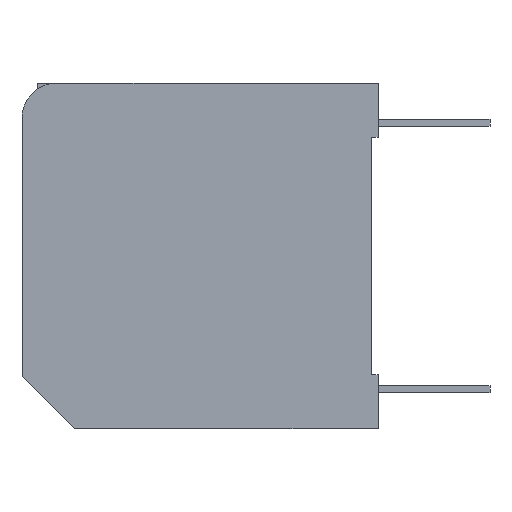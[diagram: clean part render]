
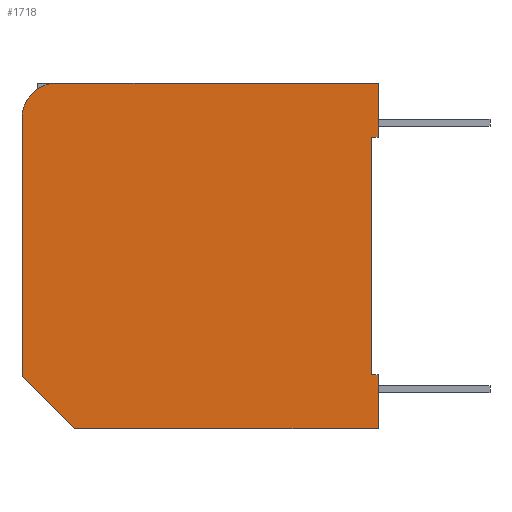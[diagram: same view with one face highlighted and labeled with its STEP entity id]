
A CAD part, left-side view. The second image highlights one B-rep face of the part: STEP entity #1718.
In plain terms, the highlighted planar face has unit normal (-1, 0, 0).
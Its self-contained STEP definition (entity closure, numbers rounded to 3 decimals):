
#26 = LINE ( 'NONE', #27, #28 ) ;
#27 = CARTESIAN_POINT ( 'NONE',  ( -2.05, 0.2, -4.95 ) ) ;
#28 = VECTOR ( 'NONE', #29, 1000. ) ;
#29 = DIRECTION ( 'NONE',  ( 0., 0., 1. ) ) ;
#53 = VERTEX_POINT ( 'NONE', #1331 ) ;
#384 = LINE ( 'NONE', #385, #386 ) ;
#385 = CARTESIAN_POINT ( 'NONE',  ( -2.05, 10.2, -4.95 ) ) ;
#386 = VECTOR ( 'NONE', #387, 1000. ) ;
#387 = DIRECTION ( 'NONE',  ( 0., 0., 1. ) ) ;
#519 = EDGE_CURVE ( 'NONE', #3122, #761, #1567, .T. ) ;
#591 = FACE_OUTER_BOUND ( 'NONE', #3177, .T. ) ;
#592 = PLANE ( 'NONE',  #593 ) ;
#593 = AXIS2_PLACEMENT_3D ( 'NONE', #594, #595, #597 ) ;
#594 = CARTESIAN_POINT ( 'NONE',  ( -2.05, 10.2, -4.95 ) ) ;
#595 = DIRECTION ( 'NONE',  ( 1., 0., 0. ) ) ;
#597 = DIRECTION ( 'NONE',  ( 0., 0., -1. ) ) ;
#738 = VERTEX_POINT ( 'NONE', #1653 ) ;
#761 = VERTEX_POINT ( 'NONE', #1664 ) ;
#807 = ORIENTED_EDGE ( 'NONE', *, *, #3190, .T. ) ;
#857 = VERTEX_POINT ( 'NONE', #2556 ) ;
#870 = ORIENTED_EDGE ( 'NONE', *, *, #880, .T. ) ;
#880 = EDGE_CURVE ( 'NONE', #3149, #3160, #2786, .T. ) ;
#966 = EDGE_CURVE ( 'NONE', #738, #53, #384, .T. ) ;
#992 = ORIENTED_EDGE ( 'NONE', *, *, #966, .F. ) ;
#1033 = ORIENTED_EDGE ( 'NONE', *, *, #2359, .F. ) ;
#1056 = EDGE_CURVE ( 'NONE', #3149, #857, #2371, .T. ) ;
#1059 = VERTEX_POINT ( 'NONE', #2413 ) ;
#1068 = ORIENTED_EDGE ( 'NONE', *, *, #3199, .T. ) ;
#1088 = ORIENTED_EDGE ( 'NONE', *, *, #1213, .T. ) ;
#1103 = ORIENTED_EDGE ( 'NONE', *, *, #3115, .T. ) ;
#1136 = ORIENTED_EDGE ( 'NONE', *, *, #1149, .T. ) ;
#1149 = EDGE_CURVE ( 'NONE', #761, #1059, #1541, .T. ) ;
#1213 = EDGE_CURVE ( 'NONE', #738, #1227, #2367, .T. ) ;
#1227 = VERTEX_POINT ( 'NONE', #2562 ) ;
#1240 = ORIENTED_EDGE ( 'NONE', *, *, #519, .T. ) ;
#1331 = CARTESIAN_POINT ( 'NONE',  ( -2.05, 10.2, 3.95 ) ) ;
#1427 = LINE ( 'NONE', #1428, #1429 ) ;
#1428 = CARTESIAN_POINT ( 'NONE',  ( -2.05, 10.2, -4.95 ) ) ;
#1429 = VECTOR ( 'NONE', #1430, 1000. ) ;
#1430 = DIRECTION ( 'NONE',  ( 0., -1., 0. ) ) ;
#1500 = CARTESIAN_POINT ( 'NONE',  ( -2.05, 0., -4.95 ) ) ;
#1541 = LINE ( 'NONE', #1542, #1543 ) ;
#1542 = CARTESIAN_POINT ( 'NONE',  ( -2.05, -1.673, -3.4 ) ) ;
#1543 = VECTOR ( 'NONE', #1544, 1000. ) ;
#1544 = DIRECTION ( 'NONE',  ( 0., 1., 0. ) ) ;
#1567 = LINE ( 'NONE', #1568, #1569 ) ;
#1568 = CARTESIAN_POINT ( 'NONE',  ( -2.05, 0., -4.95 ) ) ;
#1569 = VECTOR ( 'NONE', #1570, 1000. ) ;
#1570 = DIRECTION ( 'NONE',  ( 0., 0., 1. ) ) ;
#1653 = CARTESIAN_POINT ( 'NONE',  ( -2.05, 10.2, -3.45 ) ) ;
#1664 = CARTESIAN_POINT ( 'NONE',  ( -2.05, 0., -3.4 ) ) ;
#1718 = ADVANCED_FACE ( 'NONE', ( #591 ), #592, .F. ) ;
#1802 = CARTESIAN_POINT ( 'NONE',  ( -2.05, 0., 3.4 ) ) ;
#1950 = CARTESIAN_POINT ( 'NONE',  ( -2.05, 9.2, 4.95 ) ) ;
#2033 = CARTESIAN_POINT ( 'NONE',  ( -2.05, 0., 4.95 ) ) ;
#2359 = EDGE_CURVE ( 'NONE', #3156, #3160, #2363, .T. ) ;
#2363 = LINE ( 'NONE', #2364, #2365 ) ;
#2364 = CARTESIAN_POINT ( 'NONE',  ( -2.05, 10.2, 4.95 ) ) ;
#2365 = VECTOR ( 'NONE', #2366, 1000. ) ;
#2366 = DIRECTION ( 'NONE',  ( 0., -1., 0. ) ) ;
#2367 = LINE ( 'NONE', #2368, #2369 ) ;
#2368 = CARTESIAN_POINT ( 'NONE',  ( -2.05, 10.2, -3.45 ) ) ;
#2369 = VECTOR ( 'NONE', #2370, 1000. ) ;
#2370 = DIRECTION ( 'NONE',  ( 0., -0.707, -0.707 ) ) ;
#2371 = LINE ( 'NONE', #2372, #2373 ) ;
#2372 = CARTESIAN_POINT ( 'NONE',  ( -2.05, -1.673, 3.4 ) ) ;
#2373 = VECTOR ( 'NONE', #2374, 1000. ) ;
#2374 = DIRECTION ( 'NONE',  ( 0., 1., 0. ) ) ;
#2413 = CARTESIAN_POINT ( 'NONE',  ( -2.05, 0.2, -3.4 ) ) ;
#2474 = ORIENTED_EDGE ( 'NONE', *, *, #1056, .F. ) ;
#2556 = CARTESIAN_POINT ( 'NONE',  ( -2.05, 0.2, 3.4 ) ) ;
#2562 = CARTESIAN_POINT ( 'NONE',  ( -2.05, 8.7, -4.95 ) ) ;
#2786 = LINE ( 'NONE', #2787, #2788 ) ;
#2787 = CARTESIAN_POINT ( 'NONE',  ( -2.05, 0., 4.95 ) ) ;
#2788 = VECTOR ( 'NONE', #2789, 1000. ) ;
#2789 = DIRECTION ( 'NONE',  ( 0., 0., 1. ) ) ;
#2851 = CIRCLE ( 'NONE', #2852, 1. ) ;
#2852 = AXIS2_PLACEMENT_3D ( 'NONE', #2853, #2854, #2858 ) ;
#2853 = CARTESIAN_POINT ( 'NONE',  ( -2.05, 9.2, 3.95 ) ) ;
#2854 = DIRECTION ( 'NONE',  ( -1., 0., 0. ) ) ;
#2858 = DIRECTION ( 'NONE',  ( 0., 0., -1. ) ) ;
#3115 = EDGE_CURVE ( 'NONE', #1227, #3122, #1427, .T. ) ;
#3122 = VERTEX_POINT ( 'NONE', #1500 ) ;
#3149 = VERTEX_POINT ( 'NONE', #1802 ) ;
#3156 = VERTEX_POINT ( 'NONE', #1950 ) ;
#3160 = VERTEX_POINT ( 'NONE', #2033 ) ;
#3177 = EDGE_LOOP ( 'NONE', ( #1033, #807, #992, #1088, #1103, #1240, #1136, #1068, #2474, #870 ) ) ;
#3190 = EDGE_CURVE ( 'NONE', #3156, #53, #2851, .T. ) ;
#3199 = EDGE_CURVE ( 'NONE', #1059, #857, #26, .T. ) ;
